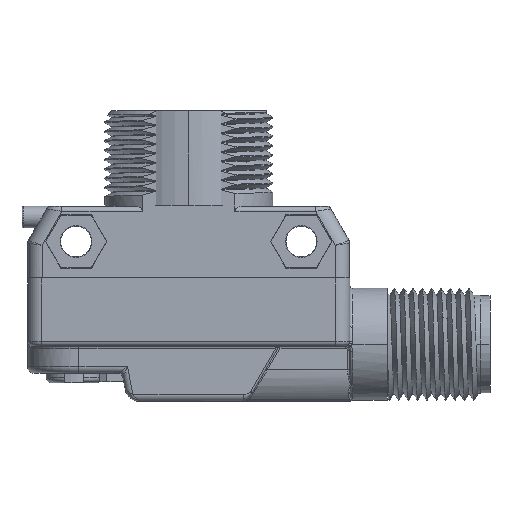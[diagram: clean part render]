
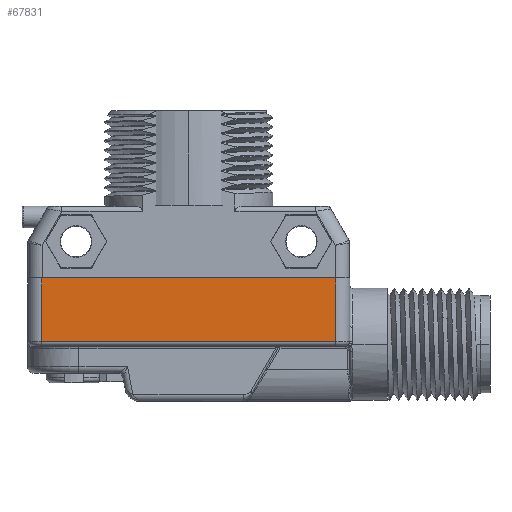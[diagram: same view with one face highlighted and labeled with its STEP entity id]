
A CAD part, left-side view. The second image highlights one B-rep face of the part: STEP entity #67831.
In plain terms, the highlighted planar face has unit normal (-1, 0, 0).
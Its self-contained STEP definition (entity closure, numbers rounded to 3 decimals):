
#61272=DIRECTION('',(0.,1.,0.));
#61273=VECTOR('',#61272,31.5);
#61274=CARTESIAN_POINT('',(-7.5,1.5,0.));
#61275=LINE('',#61274,#61273);
#61312=DIRECTION('',(0.,0.,1.));
#61313=VECTOR('',#61312,6.8);
#61314=CARTESIAN_POINT('',(-7.5,33.,-6.8));
#61315=LINE('',#61314,#61313);
#61325=DIRECTION('',(0.,0.,-1.));
#61326=VECTOR('',#61325,6.8);
#61327=CARTESIAN_POINT('',(-7.5,1.5,0.));
#61328=LINE('',#61327,#61326);
#65660=DIRECTION('',(0.,-1.,0.));
#65661=VECTOR('',#65660,31.5);
#65662=CARTESIAN_POINT('',(-7.5,33.,-6.8));
#65663=LINE('',#65662,#65661);
#65706=CARTESIAN_POINT('',(-7.5,33.,0.));
#65708=VERTEX_POINT('',#65706);
#65713=CARTESIAN_POINT('',(-7.5,1.5,0.));
#65714=VERTEX_POINT('',#65713);
#65793=CARTESIAN_POINT('',(-7.5,33.,-6.8));
#65794=VERTEX_POINT('',#65793);
#65797=CARTESIAN_POINT('',(-7.5,1.5,-6.8));
#65798=VERTEX_POINT('',#65797);
#67818=CARTESIAN_POINT('',(-7.5,0.,-13.2));
#67819=DIRECTION('',(-1.,0.,0.));
#67820=DIRECTION('',(0.,0.,1.));
#67821=AXIS2_PLACEMENT_3D('',#67818,#67819,#67820);
#67822=PLANE('',#67821);
#67823=ORIENTED_EDGE('',*,*,#67809,.T.);
#67824=ORIENTED_EDGE('',*,*,#67781,.F.);
#67826=ORIENTED_EDGE('',*,*,#67825,.T.);
#67828=ORIENTED_EDGE('',*,*,#67827,.F.);
#67829=EDGE_LOOP('',(#67823,#67824,#67826,#67828));
#67830=FACE_OUTER_BOUND('',#67829,.F.);
#67831=ADVANCED_FACE('',(#67830),#67822,.T.);
#67781=EDGE_CURVE('',#65714,#65708,#61275,.T.);
#67809=EDGE_CURVE('',#65794,#65708,#61315,.T.);
#67825=EDGE_CURVE('',#65714,#65798,#61328,.T.);
#67827=EDGE_CURVE('',#65794,#65798,#65663,.T.);
